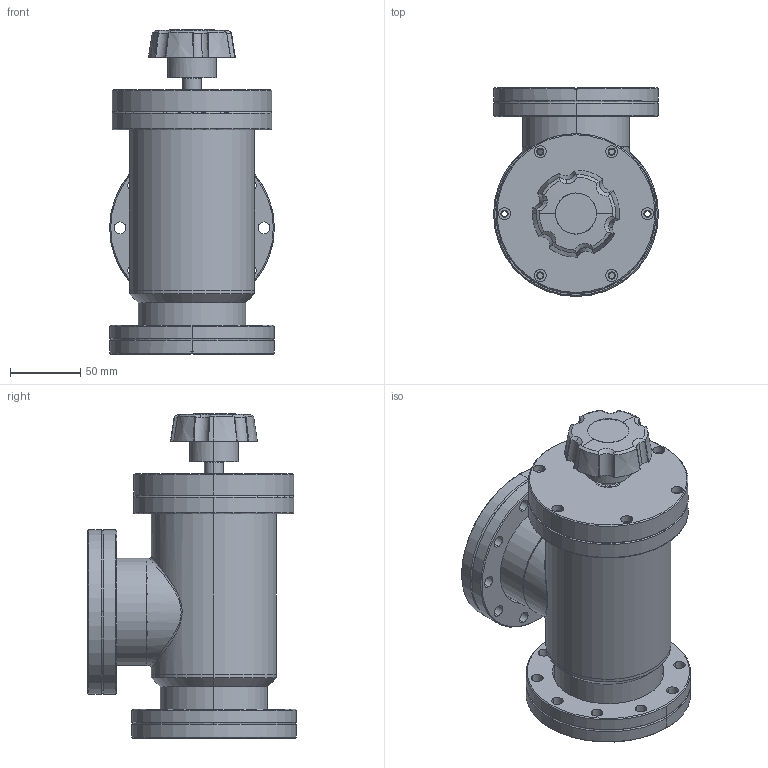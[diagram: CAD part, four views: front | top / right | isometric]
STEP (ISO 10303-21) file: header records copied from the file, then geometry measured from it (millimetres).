
FILE_DESCRIPTION (( 'STEP AP214' ), '1' );
FILE_NAME ('A-300-H-CF_ANGLE_VALVE_RIGHT_ANGLE_VITON_BONNET_MANUAL.STEP', '2020-03-20T22:20:28', ( 'admin' ), ( 'Microsoft' ), 'SwSTEP 2.0', 'SolidWorks 2016', '' );
FILE_SCHEMA (( 'AUTOMOTIVE_DESIGN' ));
Length unit declared in the file: inch
Products named in the file (1): A-300-H-CF_ANGLE_VALVE_RIGHT_ANGLE_VITON_BONNET_MANUAL
Bounding box: 117.07 x 148.22 x 230.4 mm (x, y, z)
Volume: 588429.1 mm3; surface area: 262215.2 mm2
Topology: 13 solids, 13 shells, 414 faces, 1052 edges, 687 vertices
Faces by surface type: cylinder 200, plane 97, cone 91, bspline 26
Entity records: 15990 total; most frequent: CARTESIAN_POINT 5676, DIRECTION 2129, ORIENTED_EDGE 2104, EDGE_CURVE 1052, AXIS2_PLACEMENT_3D 897, VERTEX_POINT 687, EDGE_LOOP 527, CIRCLE 508
